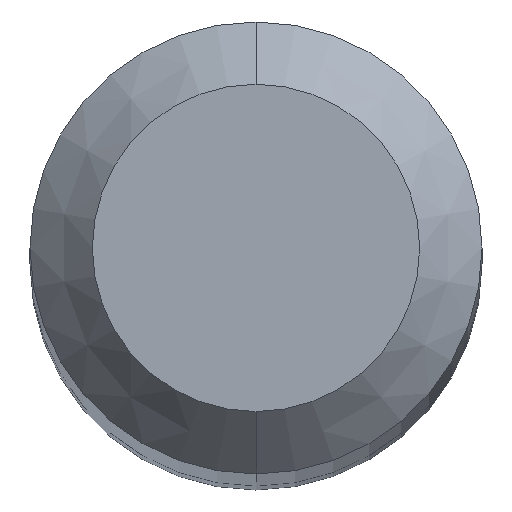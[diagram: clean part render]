
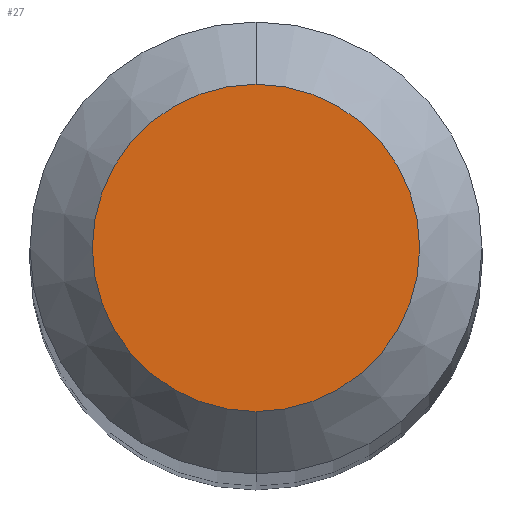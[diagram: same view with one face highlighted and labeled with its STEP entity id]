
A CAD part, top view. The second image highlights one B-rep face of the part: STEP entity #27.
In plain terms, the highlighted planar face has unit normal (0, 0, 1).
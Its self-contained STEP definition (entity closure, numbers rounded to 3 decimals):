
#25 = ORIENTED_EDGE ( 'NONE', *, *, #78, .F. ) ;
#27 = ADVANCED_FACE ( 'NONE', ( #286 ), #109, .F. ) ;
#33 = CARTESIAN_POINT ( 'NONE',  ( 0., 0., 30. ) ) ;
#78 = EDGE_CURVE ( 'NONE', #312, #159, #103, .T. ) ;
#82 = DIRECTION ( 'NONE',  ( 0., 0., -1. ) ) ;
#87 = DIRECTION ( 'NONE',  ( 0., 1., 0. ) ) ;
#97 = CARTESIAN_POINT ( 'NONE',  ( 0., -0.525, 30. ) ) ;
#103 = CIRCLE ( 'NONE', #298, 0.525 ) ;
#109 = PLANE ( 'NONE',  #333 ) ;
#114 = DIRECTION ( 'NONE',  ( 0., 0., -1. ) ) ;
#115 = DIRECTION ( 'NONE',  ( 0., 1., 0. ) ) ;
#130 = CARTESIAN_POINT ( 'NONE',  ( 0., 0., 30. ) ) ;
#153 = AXIS2_PLACEMENT_3D ( 'NONE', #198, #114, #115 ) ;
#159 = VERTEX_POINT ( 'NONE', #216 ) ;
#162 = EDGE_CURVE ( 'NONE', #159, #312, #313, .T. ) ;
#165 = EDGE_LOOP ( 'NONE', ( #182, #25 ) ) ;
#182 = ORIENTED_EDGE ( 'NONE', *, *, #162, .F. ) ;
#198 = CARTESIAN_POINT ( 'NONE',  ( 0., 0., 30. ) ) ;
#216 = CARTESIAN_POINT ( 'NONE',  ( 0., 0.525, 30. ) ) ;
#235 = DIRECTION ( 'NONE',  ( 0., 1., 0. ) ) ;
#286 = FACE_OUTER_BOUND ( 'NONE', #165, .T. ) ;
#289 = DIRECTION ( 'NONE',  ( 0., 0., -1. ) ) ;
#298 = AXIS2_PLACEMENT_3D ( 'NONE', #33, #82, #235 ) ;
#312 = VERTEX_POINT ( 'NONE', #97 ) ;
#313 = CIRCLE ( 'NONE', #153, 0.525 ) ;
#333 = AXIS2_PLACEMENT_3D ( 'NONE', #130, #289, #87 ) ;
